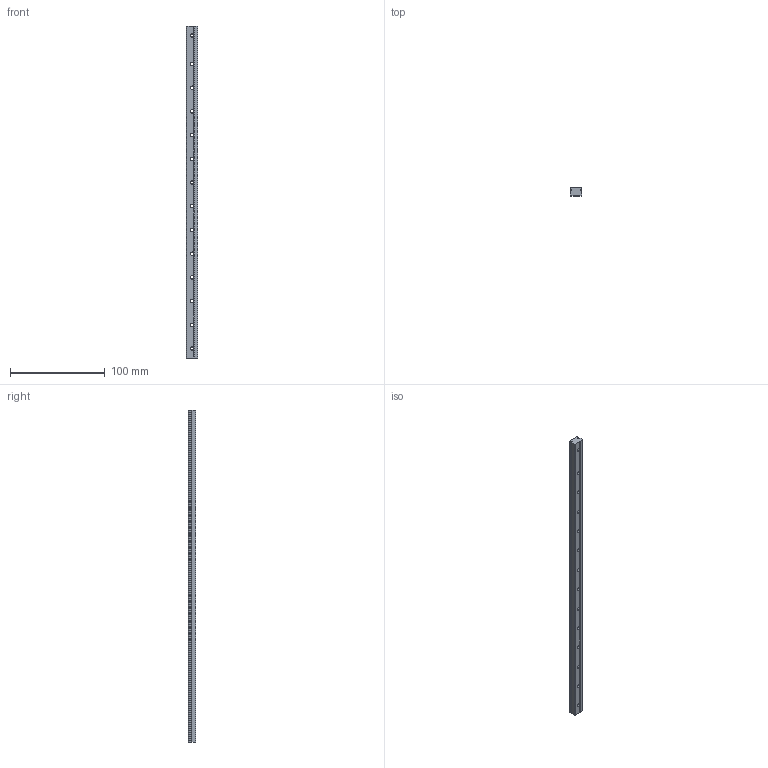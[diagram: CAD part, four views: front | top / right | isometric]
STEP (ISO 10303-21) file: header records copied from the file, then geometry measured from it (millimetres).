
FILE_DESCRIPTION (( 'STEP AP214' ), '1' );
FILE_NAME ('MGN12 LINEAR GUIDE RAIL, CONFIGURABLE, 350 mm.STEP', '2018-10-15T06:56:07', ( '' ), ( '' ), 'SwSTEP 2.0', 'SolidWorks 2018', '' );
FILE_SCHEMA (( 'AUTOMOTIVE_DESIGN' ));
Length unit declared in the file: millimetre
Products named in the file (2): MGN12 LINEAR GUIDE RAIL, CONFIGURABLE, 350 mm
Bounding box: 11.97 x 8 x 350 mm (x, y, z)
Volume: 29529 mm3; surface area: 16504.8 mm2
Topology: 1 solids, 1 shells, 108 faces, 318 edges, 212 vertices
Faces by surface type: cylinder 75, plane 33
Entity records: 3889 total; most frequent: CARTESIAN_POINT 766, DIRECTION 688, ORIENTED_EDGE 636, EDGE_CURVE 318, AXIS2_PLACEMENT_3D 274, VERTEX_POINT 212, CIRCLE 164, LINE 140
